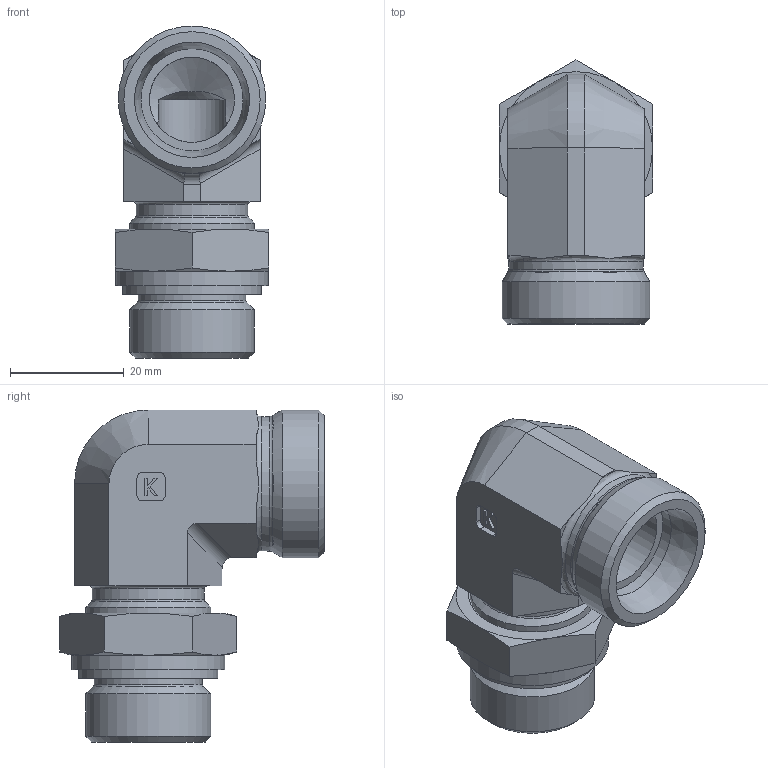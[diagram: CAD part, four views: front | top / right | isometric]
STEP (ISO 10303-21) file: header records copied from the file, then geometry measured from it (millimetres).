
FILE_DESCRIPTION((''),'2;1');
FILE_NAME('6702226018.stp','2015-07-17T15:05:50',(''),('KNOMI spol. s r. o.'),'Autodesk Inventor 2012','Autodesk Inventor 2012','');
FILE_SCHEMA(('AUTOMOTIVE_DESIGN { 1 2 10303 214 0 1 1 1 }'));
Length unit declared in the file: millimetre
Products named in the file (4): ÚPS M22/M26K 18 op. Výkovek; 678 2226 18; 675 022; 6017002333
Assembly tree (3 placements, depth 2):
  ÚPS M22/M26K 18 op. Výkovek
    678 2226 18
    675 022
    6017002333
Bounding box: 27 x 46.59 x 58.5 mm (x, y, z)
Volume: 25413.9 mm3; surface area: 12614.8 mm2
Topology: 3 solids, 3 shells, 121 faces, 278 edges, 174 vertices
Faces by surface type: plane 66, cone 26, cylinder 22, torus 7
Full cylindrical faces by diameter (mm): 12 x1, 15 x1, 18 x1, 19 x2, 19.7 x1, 20.376 x1, 22 x2, 23.7 x1, 24.5 x2, 26 x1, 26.9 x1
Entity records: 3468 total; most frequent: CARTESIAN_POINT 702, DIRECTION 538, ORIENTED_EDGE 476, EDGE_CURVE 238, AXIS2_PLACEMENT_3D 212, EDGE_LOOP 170, VERTEX_POINT 166, FACE_OUTER_BOUND 121
